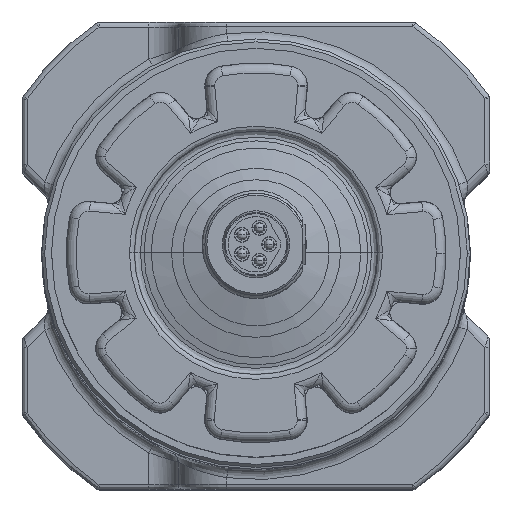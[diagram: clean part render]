
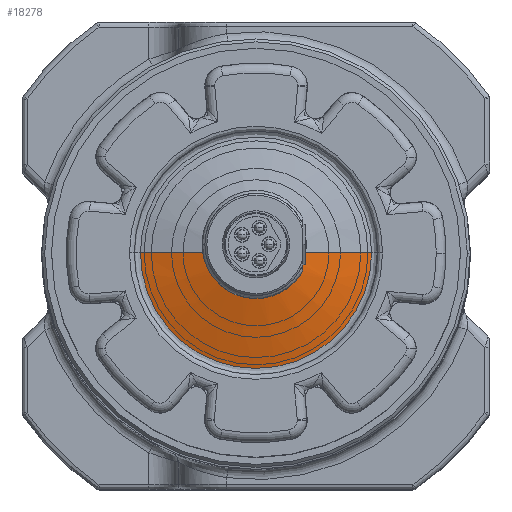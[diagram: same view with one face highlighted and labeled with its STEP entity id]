
A CAD part, top view. The second image highlights one B-rep face of the part: STEP entity #18278.
In plain terms, the highlighted conical face has half-angle 75 degrees and reference radius 3.75 mm.
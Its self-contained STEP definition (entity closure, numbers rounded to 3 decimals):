
#1162 = DIRECTION ( 'NONE',  ( 0., 0., -1. ) ) ;
#2135 = CARTESIAN_POINT ( 'NONE',  ( 11.871, 0., 11.083 ) ) ;
#2652 = DIRECTION ( 'NONE',  ( 0., 0., 1. ) ) ;
#2793 = CARTESIAN_POINT ( 'NONE',  ( 0., 0., 11.083 ) ) ;
#3635 = ORIENTED_EDGE ( 'NONE', *, *, #12144, .T. ) ;
#4862 = CARTESIAN_POINT ( 'NONE',  ( -3.972, 0., 13.2 ) ) ;
#5164 = DIRECTION ( 'NONE',  ( 0., 0., -1. ) ) ;
#5284 = ORIENTED_EDGE ( 'NONE', *, *, #5751, .T. ) ;
#5751 = EDGE_CURVE ( 'NONE', #13614, #22528, #11181, .T. ) ;
#6997 = CONICAL_SURFACE ( 'NONE', #20944, 3.75, 1.309 ) ;
#7440 = FACE_OUTER_BOUND ( 'NONE', #25383, .T. ) ;
#7657 = ORIENTED_EDGE ( 'NONE', *, *, #10378, .T. ) ;
#9449 = LINE ( 'NONE', #9575, #26336 ) ;
#9495 = CARTESIAN_POINT ( 'NONE',  ( 3.972, 0., 13.2 ) ) ;
#9575 = CARTESIAN_POINT ( 'NONE',  ( 3.75, 0., 13.259 ) ) ;
#10136 = CIRCLE ( 'NONE', #26316, 3.972 ) ;
#10378 = EDGE_CURVE ( 'NONE', #25353, #13614, #9449, .T. ) ;
#11181 = CIRCLE ( 'NONE', #14666, 11.871 ) ;
#11642 = VECTOR ( 'NONE', #13313, 1000. ) ;
#12144 = EDGE_CURVE ( 'NONE', #20249, #25353, #10136, .T. ) ;
#13175 = CARTESIAN_POINT ( 'NONE',  ( -3.75, 0., 13.259 ) ) ;
#13313 = DIRECTION ( 'NONE',  ( -0.966, 0., -0.259 ) ) ;
#13614 = VERTEX_POINT ( 'NONE', #2135 ) ;
#13688 = DIRECTION ( 'NONE',  ( 0.966, 0., -0.259 ) ) ;
#14666 = AXIS2_PLACEMENT_3D ( 'NONE', #2793, #2652, #22789 ) ;
#15373 = CARTESIAN_POINT ( 'NONE',  ( 0., 0., 13.259 ) ) ;
#15413 = CARTESIAN_POINT ( 'NONE',  ( 0., 0., 13.2 ) ) ;
#15769 = DIRECTION ( 'NONE',  ( -1., 0., 0. ) ) ;
#15979 = EDGE_CURVE ( 'NONE', #20249, #22528, #25630, .T. ) ;
#18278 = ADVANCED_FACE ( 'NONE', ( #7440 ), #6997, .T. ) ;
#19098 = CARTESIAN_POINT ( 'NONE',  ( -11.871, 0., 11.083 ) ) ;
#20249 = VERTEX_POINT ( 'NONE', #4862 ) ;
#20944 = AXIS2_PLACEMENT_3D ( 'NONE', #15373, #1162, #15769 ) ;
#21300 = DIRECTION ( 'NONE',  ( -1., 0., 0. ) ) ;
#22528 = VERTEX_POINT ( 'NONE', #19098 ) ;
#22789 = DIRECTION ( 'NONE',  ( -1., 0., 0. ) ) ;
#23318 = ORIENTED_EDGE ( 'NONE', *, *, #15979, .F. ) ;
#25353 = VERTEX_POINT ( 'NONE', #9495 ) ;
#25383 = EDGE_LOOP ( 'NONE', ( #3635, #7657, #5284, #23318 ) ) ;
#25630 = LINE ( 'NONE', #13175, #11642 ) ;
#26316 = AXIS2_PLACEMENT_3D ( 'NONE', #15413, #5164, #21300 ) ;
#26336 = VECTOR ( 'NONE', #13688, 1000. ) ;
